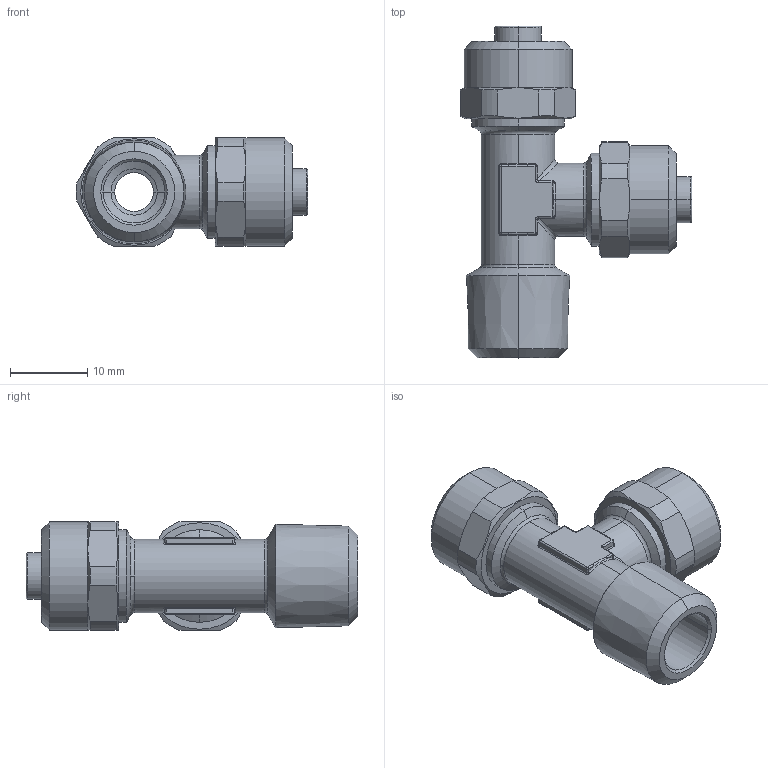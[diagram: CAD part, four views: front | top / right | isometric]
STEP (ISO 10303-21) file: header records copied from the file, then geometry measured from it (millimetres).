
FILE_DESCRIPTION (( 'STEP AP203' ), '1' );
FILE_NAME ('02110042.STEP', '2011-09-29T13:17:49', ( '' ), ( 'sopra-pneumatic' ), 'SwSTEP 2.0', 'SolidWorks 2011', '' );
FILE_SCHEMA (( 'CONFIG_CONTROL_DESIGN' ));
Length unit declared in the file: millimetre
Products named in the file (1): 02110042
Bounding box: 29.99 x 43 x 14 mm (x, y, z)
Volume: 5025.4 mm3; surface area: 3935.7 mm2
Topology: 1 solids, 1 shells, 247 faces, 575 edges, 319 vertices
Faces by surface type: cylinder 93, plane 45, cone 44, bspline 28, torus 21, sphere 16
Entity records: 7662 total; most frequent: CARTESIAN_POINT 2205, DIRECTION 1169, ORIENTED_EDGE 1118, EDGE_CURVE 559, AXIS2_PLACEMENT_3D 491, VERTEX_POINT 319, CIRCLE 271, EDGE_LOOP 256
